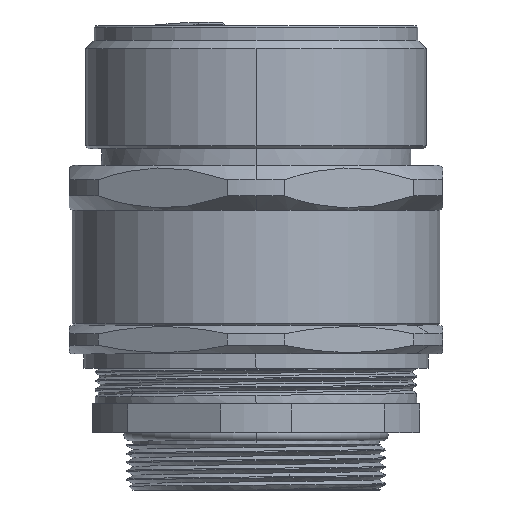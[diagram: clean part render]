
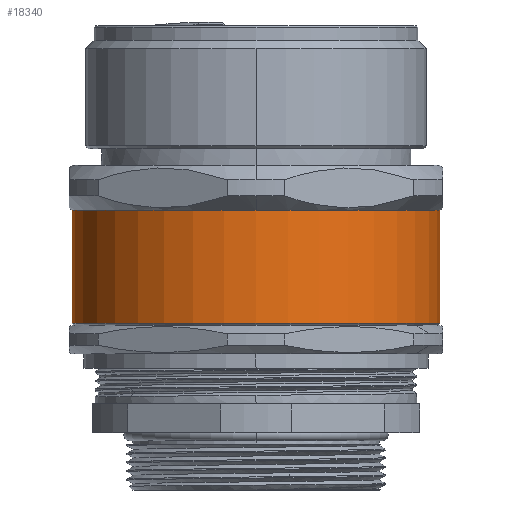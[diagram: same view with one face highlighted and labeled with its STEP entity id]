
A CAD part, left-side view. The second image highlights one B-rep face of the part: STEP entity #18340.
In plain terms, the highlighted cylindrical face has radius 32 mm (diameter 64 mm), a partial arc.
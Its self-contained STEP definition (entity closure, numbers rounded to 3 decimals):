
#437=CARTESIAN_POINT('',(0.,0.,17.3));
#438=DIRECTION('',(0.,0.,-1.));
#439=DIRECTION('',(0.,-1.,0.));
#440=AXIS2_PLACEMENT_3D('',#437,#438,#439);
#442=CARTESIAN_POINT('',(0.,0.,37.));
#443=DIRECTION('',(0.,0.,-1.));
#444=DIRECTION('',(-1.,0.,0.));
#445=AXIS2_PLACEMENT_3D('',#442,#443,#444);
#447=CARTESIAN_POINT('',(0.,0.,37.));
#448=DIRECTION('',(0.,0.,-1.));
#449=DIRECTION('',(0.,-1.,0.));
#450=AXIS2_PLACEMENT_3D('',#447,#448,#449);
#452=DIRECTION('',(0.,0.,-1.));
#453=VECTOR('',#452,19.7);
#454=CARTESIAN_POINT('',(0.,-32.,37.));
#455=LINE('',#454,#453);
#471=DIRECTION('',(0.,0.,-1.));
#472=VECTOR('',#471,19.7);
#473=CARTESIAN_POINT('',(0.,32.,37.));
#474=LINE('',#473,#472);
#17559=CARTESIAN_POINT('',(0.,-32.,37.));
#17561=VERTEX_POINT('',#17559);
#17562=CARTESIAN_POINT('',(-32.,0.,37.));
#17563=VERTEX_POINT('',#17562);
#17564=CARTESIAN_POINT('',(0.,32.,37.));
#17565=VERTEX_POINT('',#17564);
#17610=CARTESIAN_POINT('',(0.,-32.,17.3));
#17611=CARTESIAN_POINT('',(0.,32.,17.3));
#17612=VERTEX_POINT('',#17610);
#17613=VERTEX_POINT('',#17611);
#18324=CARTESIAN_POINT('',(0.,0.,37.));
#18325=DIRECTION('',(0.,0.,-1.));
#18326=DIRECTION('',(0.,1.,0.));
#18327=AXIS2_PLACEMENT_3D('',#18324,#18325,#18326);
#18328=CYLINDRICAL_SURFACE('',#18327,32.);
#18329=ORIENTED_EDGE('',*,*,#18318,.T.);
#18331=ORIENTED_EDGE('',*,*,#18330,.F.);
#18333=ORIENTED_EDGE('',*,*,#18332,.F.);
#18335=ORIENTED_EDGE('',*,*,#18334,.F.);
#18337=ORIENTED_EDGE('',*,*,#18336,.T.);
#18338=EDGE_LOOP('',(#18329,#18331,#18333,#18335,#18337));
#18339=FACE_OUTER_BOUND('',#18338,.F.);
#441=CIRCLE('',#440,32.);
#446=CIRCLE('',#445,32.);
#451=CIRCLE('',#450,32.);
#18318=EDGE_CURVE('',#17612,#17613,#441,.T.);
#18330=EDGE_CURVE('',#17565,#17613,#474,.T.);
#18332=EDGE_CURVE('',#17563,#17565,#446,.T.);
#18334=EDGE_CURVE('',#17561,#17563,#451,.T.);
#18336=EDGE_CURVE('',#17561,#17612,#455,.T.);
#18340=ADVANCED_FACE('',(#18339),#18328,.T.);
